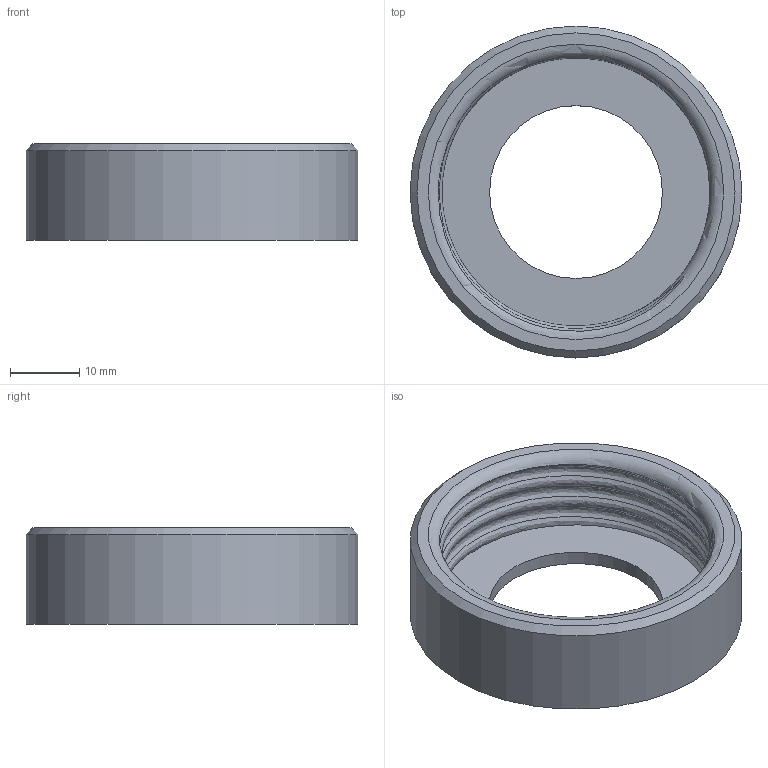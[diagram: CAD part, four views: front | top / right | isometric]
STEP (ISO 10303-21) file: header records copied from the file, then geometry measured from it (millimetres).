
FILE_DESCRIPTION(/* description */ (''),/* implementation_level */ '2;1');
FILE_NAME(/* name */ 'dc7592fb-0314-4f62-b18c-417d4c6773c0.stp',/* time_stamp */ '2020-06-20T22:01:52+00:00',/* author */ (''),/* organization */ (''),/* preprocessor_version */ 'ST-DEVELOPER v18.1',/* originating_system */ 'Autodesk Translation Framework v9.3.0.1241',/* authorisation */ '');
FILE_SCHEMA (('AUTOMOTIVE_DESIGN { 1 0 10303 214 3 1 1 }'));
Length unit declared in the file: millimetre
Products named in the file (1): Gas_Mask_Female_Thread
Bounding box: 48 x 48 x 14 mm (x, y, z)
Volume: 9503.8 mm3; surface area: 6410.5 mm2
Topology: 1 solids, 1 shells, 9 faces, 18 edges, 12 vertices
Faces by surface type: plane 3, cylinder 2, bspline 2, cone 1, torus 1
Full cylindrical faces by diameter (mm): 25 x1, 48 x1
Entity records: 1322 total; most frequent: CARTESIAN_POINT 1108, ORIENTED_EDGE 36, DIRECTION 33, EDGE_CURVE 18, AXIS2_PLACEMENT_3D 15, EDGE_LOOP 12, VERTEX_POINT 12, FACE_OUTER_BOUND 9
